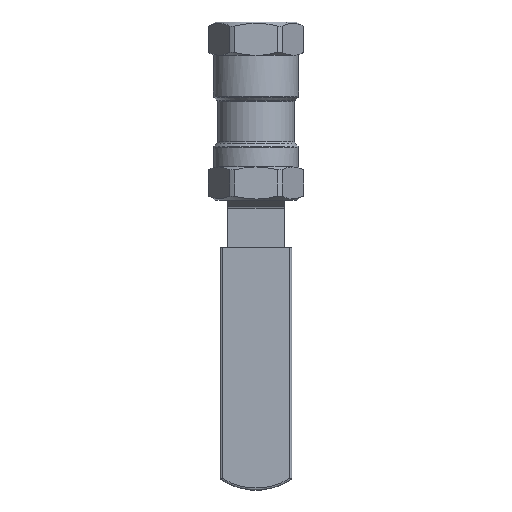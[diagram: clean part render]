
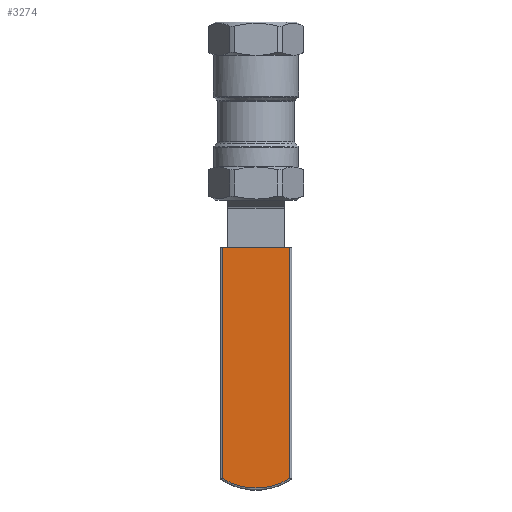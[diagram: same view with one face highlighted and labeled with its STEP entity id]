
A CAD part, front view. The second image highlights one B-rep face of the part: STEP entity #3274.
In plain terms, the highlighted face is planar.
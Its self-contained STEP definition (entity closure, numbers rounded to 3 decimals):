
#3274=ADVANCED_FACE('',(#6438),#6439,.T.);
#6438=FACE_OUTER_BOUND('',#12223,.T.);
#6439=PLANE('',#12224);
#12223=EDGE_LOOP('',(#21441,#21442,#21443,#21444));
#12224=AXIS2_PLACEMENT_3D('',#21445,#21446,#21447);
#21441=ORIENTED_EDGE('',*,*,#25199,.F.);
#21442=ORIENTED_EDGE('',*,*,#25214,.T.);
#21443=ORIENTED_EDGE('',*,*,#25179,.T.);
#21444=ORIENTED_EDGE('',*,*,#25215,.T.);
#21445=CARTESIAN_POINT('',(-15.8,0.,-5.6));
#21446=DIRECTION('',(0.0,0.0,-1.0));
#21447=DIRECTION('',(1.0,0.0,0.0));
#25179=EDGE_CURVE('',#30601,#30609,#30611,.T.);
#25199=EDGE_CURVE('',#30640,#30642,#30643,.T.);
#25214=EDGE_CURVE('',#30640,#30601,#30665,.F.);
#25215=EDGE_CURVE('',#30609,#30642,#30666,.F.);
#30601=VERTEX_POINT('',#39215);
#30609=VERTEX_POINT('',#39223);
#30611=CIRCLE('',#39225,15.3);
#30640=VERTEX_POINT('',#39264);
#30642=VERTEX_POINT('',#39266);
#30643=LINE('',#39267,#39268);
#30665=LINE('',#39297,#39298);
#30666=LINE('',#39299,#39300);
#39215=CARTESIAN_POINT('',(-2.947,8.3,-5.6));
#39223=CARTESIAN_POINT('',(-2.947,-8.3,-5.6));
#39225=AXIS2_PLACEMENT_3D('',#42382,#42383,#42384);
#39264=CARTESIAN_POINT('',(-60.0,8.3,-5.6));
#39266=CARTESIAN_POINT('',(-60.0,-8.3,-5.6));
#39267=CARTESIAN_POINT('',(-60.0,8.8,-5.6));
#39268=VECTOR('',#42410,1.0);
#39297=CARTESIAN_POINT('',(-2.678,8.3,-5.6));
#39298=VECTOR('',#42430,1.0);
#39299=CARTESIAN_POINT('',(-60.0,-8.3,-5.6));
#39300=VECTOR('',#42431,1.0);
#42382=CARTESIAN_POINT('',(-15.8,0.,-5.6));
#42383=DIRECTION('',(0.0,0.0,-1.0));
#42384=DIRECTION('',(-1.0,0.0,0.0));
#42410=DIRECTION('',(0.0,-1.0,0.0));
#42430=DIRECTION('',(-1.0,0.,0.0));
#42431=DIRECTION('',(1.0,0.,0.0));
